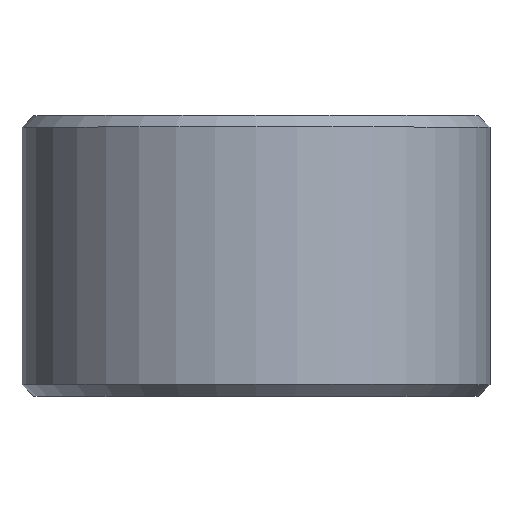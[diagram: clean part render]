
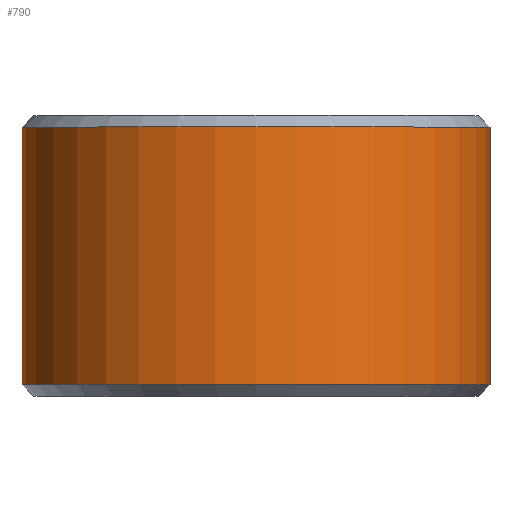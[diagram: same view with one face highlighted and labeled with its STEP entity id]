
A CAD part, top view. The second image highlights one B-rep face of the part: STEP entity #790.
In plain terms, the highlighted cylindrical face has radius 5 mm (diameter 10 mm), a full revolution.
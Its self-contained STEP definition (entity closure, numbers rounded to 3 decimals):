
#31=FACE_BOUND('',#180,.T.);
#84=B_SPLINE_CURVE_WITH_KNOTS('',3,(#2561,#2562,#2563,#2564,#2565,#2566,
#2567,#2568,#2569,#2570,#2571,#2572,#2573,#2574,#2575,#2576,#2577,#2578),
 .UNSPECIFIED.,.T.,.F.,(4,1,1,1,1,1,1,1,1,1,1,1,1,1,1,4),(-0.766,
-0.711,-0.656,-0.602,-0.547,
-0.492,-0.465,-0.438,-0.328,
-0.301,-0.273,-0.219,-0.164,
-0.109,-0.055,0.),.UNSPECIFIED.);
#128=FACE_OUTER_BOUND('',#179,.T.);
#179=EDGE_LOOP('',(#700,#701,#702,#703));
#180=EDGE_LOOP('',(#704));
#211=CIRCLE('',#874,5.);
#212=CIRCLE('',#875,5.);
#276=LINE('',#2620,#317);
#317=VECTOR('',#1052,4.);
#380=VERTEX_POINT('',#2540);
#383=VERTEX_POINT('',#2617);
#384=VERTEX_POINT('',#2619);
#487=EDGE_CURVE('',#380,#380,#84,.T.);
#490=EDGE_CURVE('',#383,#383,#211,.T.);
#491=EDGE_CURVE('',#383,#384,#276,.T.);
#492=EDGE_CURVE('',#384,#384,#212,.T.);
#700=ORIENTED_EDGE('',*,*,#490,.F.);
#701=ORIENTED_EDGE('',*,*,#491,.T.);
#702=ORIENTED_EDGE('',*,*,#492,.F.);
#703=ORIENTED_EDGE('',*,*,#491,.F.);
#704=ORIENTED_EDGE('',*,*,#487,.F.);
#746=CYLINDRICAL_SURFACE('',#873,5.);
#790=ADVANCED_FACE('',(#128,#31),#746,.T.);
#873=AXIS2_PLACEMENT_3D('',#2616,#1048,#1049);
#874=AXIS2_PLACEMENT_3D('',#2618,#1050,#1051);
#875=AXIS2_PLACEMENT_3D('',#2621,#1053,#1054);
#1048=DIRECTION('center_axis',(0.,1.,0.));
#1049=DIRECTION('ref_axis',(1.,0.,0.));
#1050=DIRECTION('center_axis',(0.,1.,0.));
#1051=DIRECTION('ref_axis',(1.,0.,0.));
#1052=DIRECTION('',(0.,-1.,0.));
#1053=DIRECTION('center_axis',(0.,-1.,0.));
#1054=DIRECTION('ref_axis',(1.,0.,0.));
#2540=CARTESIAN_POINT('',(-1.505,3.,-4.768));
#2561=CARTESIAN_POINT('Ctrl Pts',(-1.505,3.,-4.768));
#2562=CARTESIAN_POINT('Ctrl Pts',(-1.505,3.22,-4.768));
#2563=CARTESIAN_POINT('Ctrl Pts',(-1.391,3.696,-4.804));
#2564=CARTESIAN_POINT('Ctrl Pts',(-0.983,4.221,-4.914));
#2565=CARTESIAN_POINT('Ctrl Pts',(-0.339,4.527,-5.003));
#2566=CARTESIAN_POINT('Ctrl Pts',(0.34,4.53,-5.005));
#2567=CARTESIAN_POINT('Ctrl Pts',(0.88,4.266,-4.927));
#2568=CARTESIAN_POINT('Ctrl Pts',(1.182,3.959,-4.86));
#2569=CARTESIAN_POINT('Ctrl Pts',(1.554,3.371,-4.758));
#2570=CARTESIAN_POINT('Ctrl Pts',(1.554,2.628,-4.757));
#2571=CARTESIAN_POINT('Ctrl Pts',(1.182,2.041,-4.86));
#2572=CARTESIAN_POINT('Ctrl Pts',(0.88,1.734,-4.927));
#2573=CARTESIAN_POINT('Ctrl Pts',(0.34,1.469,-5.005));
#2574=CARTESIAN_POINT('Ctrl Pts',(-0.339,1.473,-5.003));
#2575=CARTESIAN_POINT('Ctrl Pts',(-0.983,1.779,-4.914));
#2576=CARTESIAN_POINT('Ctrl Pts',(-1.391,2.304,-4.804));
#2577=CARTESIAN_POINT('Ctrl Pts',(-1.505,2.78,-4.768));
#2578=CARTESIAN_POINT('Ctrl Pts',(-1.505,3.,-4.768));
#2616=CARTESIAN_POINT('Origin',(0.,0.,0.));
#2617=CARTESIAN_POINT('',(-5.,5.75,0.));
#2618=CARTESIAN_POINT('Origin',(0.,5.75,0.));
#2619=CARTESIAN_POINT('',(-5.,0.25,0.));
#2620=CARTESIAN_POINT('',(-5.,0.,0.));
#2621=CARTESIAN_POINT('Origin',(0.,0.25,0.));
